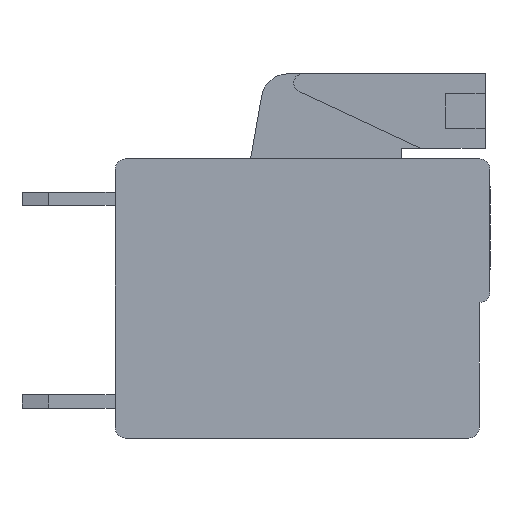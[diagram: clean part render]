
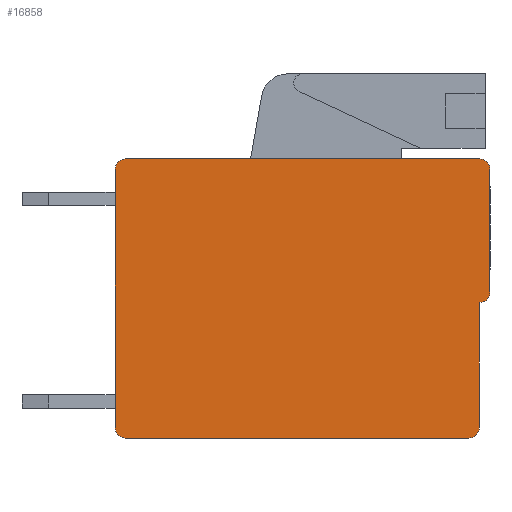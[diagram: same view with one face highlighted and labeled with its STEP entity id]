
A CAD part, front view. The second image highlights one B-rep face of the part: STEP entity #16858.
In plain terms, the highlighted planar face has unit normal (0, -1, 0).
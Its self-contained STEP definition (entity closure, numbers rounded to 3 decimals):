
#303=DIRECTION('',(-1.,0.,0.));
#304=VECTOR('',#303,13.3);
#305=CARTESIAN_POINT('',(13.7,-66.04,
0.));
#306=LINE('',#305,#304);
#3207=DIRECTION('',(0.,0.,1.));
#3208=VECTOR('',#3207,4.6);
#3209=CARTESIAN_POINT('',(14.1,-66.04,-5.));
#3210=LINE('',#3209,#3208);
#3873=DIRECTION('',(0.,0.,1.));
#3874=VECTOR('',#3873,4.7);
#3875=CARTESIAN_POINT('',(13.7,-66.04,-10.1));
#3876=LINE('',#3875,#3874);
#3881=DIRECTION('',(1.,0.,0.));
#3882=VECTOR('',#3881,12.9);
#3883=CARTESIAN_POINT('',(0.4,-66.04,
-10.5));
#3884=LINE('',#3883,#3882);
#4361=DIRECTION('',(0.,0.,-1.));
#4362=VECTOR('',#4361,9.7);
#4363=CARTESIAN_POINT('',(0.,-66.04,
-0.4));
#4364=LINE('',#4363,#4362);
#5829=CARTESIAN_POINT('',(0.4,-66.04,
-10.1));
#5830=DIRECTION('',(0.,1.,0.));
#5831=DIRECTION('',(0.,0.,-1.));
#5832=AXIS2_PLACEMENT_3D('',#5829,#5830,#5831);
#5834=CARTESIAN_POINT('',(0.4,-66.04,
-0.4));
#5835=DIRECTION('',(0.,1.,0.));
#5836=DIRECTION('',(-1.,0.,0.));
#5837=AXIS2_PLACEMENT_3D('',#5834,#5835,#5836);
#5839=CARTESIAN_POINT('',(13.7,-66.04,-0.4));
#5840=DIRECTION('',(0.,1.,0.));
#5841=DIRECTION('',(0.,0.,1.));
#5842=AXIS2_PLACEMENT_3D('',#5839,#5840,#5841);
#5844=CARTESIAN_POINT('',(13.7,-66.04,-5.));
#5845=DIRECTION('',(0.,1.,0.));
#5846=DIRECTION('',(1.,0.,0.));
#5847=AXIS2_PLACEMENT_3D('',#5844,#5845,#5846);
#5849=CARTESIAN_POINT('',(13.3,-66.04,-10.1));
#5850=DIRECTION('',(0.,1.,0.));
#5851=DIRECTION('',(1.,0.,0.));
#5852=AXIS2_PLACEMENT_3D('',#5849,#5850,#5851);
#7905=CARTESIAN_POINT('',(13.7,-66.04,
0.));
#7906=CARTESIAN_POINT('',(0.4,-66.04,
0.));
#7907=VERTEX_POINT('',#7905);
#7908=VERTEX_POINT('',#7906);
#7909=CARTESIAN_POINT('',(0.,-66.04,
-0.4));
#7910=CARTESIAN_POINT('',(0.,-66.04,
-10.1));
#7911=VERTEX_POINT('',#7909);
#7912=VERTEX_POINT('',#7910);
#7929=CARTESIAN_POINT('',(0.4,-66.04,
-10.5));
#7930=VERTEX_POINT('',#7929);
#7931=CARTESIAN_POINT('',(14.1,-66.04,-0.4));
#7932=VERTEX_POINT('',#7931);
#7933=CARTESIAN_POINT('',(14.1,-66.04,-5.));
#7934=VERTEX_POINT('',#7933);
#7935=CARTESIAN_POINT('',(13.7,-66.04,-5.4));
#7936=VERTEX_POINT('',#7935);
#7937=CARTESIAN_POINT('',(13.7,-66.04,-10.1));
#7938=VERTEX_POINT('',#7937);
#7939=CARTESIAN_POINT('',(13.3,-66.04,
-10.5));
#7940=VERTEX_POINT('',#7939);
#16841=CARTESIAN_POINT('',(7.05,-66.04,-5.25));
#16842=DIRECTION('',(0.,1.,0.));
#16843=DIRECTION('',(1.,0.,0.));
#16844=AXIS2_PLACEMENT_3D('',#16841,#16842,#16843);
#16845=PLANE('',#16844);
#16846=ORIENTED_EDGE('',*,*,#13879,.T.);
#16847=ORIENTED_EDGE('',*,*,#13907,.F.);
#16848=ORIENTED_EDGE('',*,*,#16833,.T.);
#16849=ORIENTED_EDGE('',*,*,#8185,.F.);
#16850=ORIENTED_EDGE('',*,*,#12177,.T.);
#16851=ORIENTED_EDGE('',*,*,#12192,.F.);
#16852=ORIENTED_EDGE('',*,*,#13793,.T.);
#16853=ORIENTED_EDGE('',*,*,#13808,.F.);
#16854=ORIENTED_EDGE('',*,*,#13823,.T.);
#16855=ORIENTED_EDGE('',*,*,#13840,.F.);
#16856=EDGE_LOOP('',(#16846,#16847,#16848,#16849,#16850,#16851,#16852,#16853,
#16854,#16855));
#16857=FACE_OUTER_BOUND('',#16856,.F.);
#5833=CIRCLE('',#5832,0.4);
#5838=CIRCLE('',#5837,0.4);
#5843=CIRCLE('',#5842,0.4);
#5848=CIRCLE('',#5847,0.4);
#5853=CIRCLE('',#5852,0.4);
#8185=EDGE_CURVE('',#7907,#7908,#306,.T.);
#12177=EDGE_CURVE('',#7907,#7932,#5843,.T.);
#12192=EDGE_CURVE('',#7934,#7932,#3210,.T.);
#13793=EDGE_CURVE('',#7934,#7936,#5848,.T.);
#13808=EDGE_CURVE('',#7938,#7936,#3876,.T.);
#13823=EDGE_CURVE('',#7938,#7940,#5853,.T.);
#13840=EDGE_CURVE('',#7930,#7940,#3884,.T.);
#13879=EDGE_CURVE('',#7930,#7912,#5833,.T.);
#13907=EDGE_CURVE('',#7911,#7912,#4364,.T.);
#16833=EDGE_CURVE('',#7911,#7908,#5838,.T.);
#16858=ADVANCED_FACE('',(#16857),#16845,.F.);
